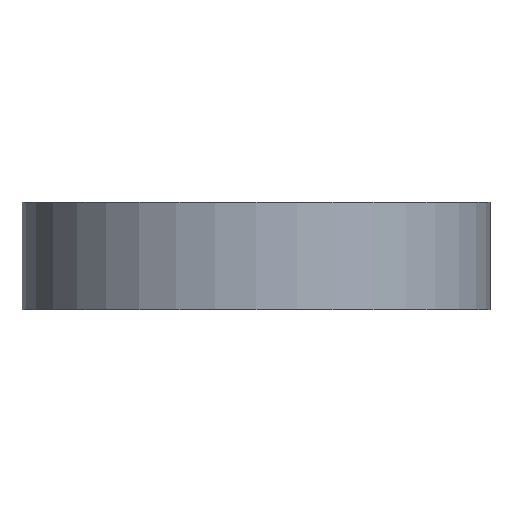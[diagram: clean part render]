
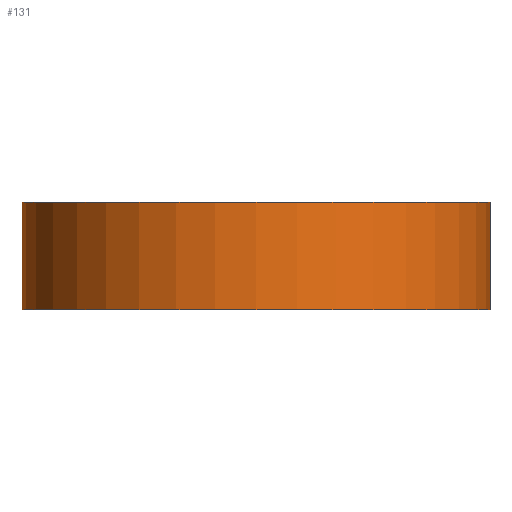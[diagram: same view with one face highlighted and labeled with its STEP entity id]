
A CAD part, front view. The second image highlights one B-rep face of the part: STEP entity #131.
In plain terms, the highlighted cylindrical face has radius 55.25 mm (diameter 110.5 mm), a partial arc.
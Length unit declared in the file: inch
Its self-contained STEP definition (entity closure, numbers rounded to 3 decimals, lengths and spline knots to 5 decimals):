
#16 = DIRECTION ( 'NONE',  ( 0., 0., 1. ) ) ;
#37 = DIRECTION ( 'NONE',  ( 1., 0., 0. ) ) ;
#46 = ORIENTED_EDGE ( 'NONE', *, *, #428, .T. ) ;
#95 = CARTESIAN_POINT ( 'NONE',  ( -2.1752, 0., -1. ) ) ;
#97 = VECTOR ( 'NONE', #585, 39.37008 ) ;
#98 = AXIS2_PLACEMENT_3D ( 'NONE', #173, #16, #221 ) ;
#121 = VERTEX_POINT ( 'NONE', #95 ) ;
#131 = ADVANCED_FACE ( 'NONE', ( #146 ), #405, .T. ) ;
#146 = FACE_OUTER_BOUND ( 'NONE', #477, .T. ) ;
#158 = EDGE_CURVE ( 'NONE', #121, #366, #300, .T. ) ;
#173 = CARTESIAN_POINT ( 'NONE',  ( 0., 0., 0. ) ) ;
#183 = CIRCLE ( 'NONE', #98, 2.1752 ) ;
#197 = VECTOR ( 'NONE', #340, 39.37008 ) ;
#221 = DIRECTION ( 'NONE',  ( 1., 0., 0. ) ) ;
#246 = LINE ( 'NONE', #404, #197 ) ;
#276 = LINE ( 'NONE', #427, #97 ) ;
#284 = VERTEX_POINT ( 'NONE', #619 ) ;
#287 = VERTEX_POINT ( 'NONE', #565 ) ;
#300 = CIRCLE ( 'NONE', #469, 2.1752 ) ;
#340 = DIRECTION ( 'NONE',  ( 0., 0., 1. ) ) ;
#351 = DIRECTION ( 'NONE',  ( 0., 0., 1. ) ) ;
#366 = VERTEX_POINT ( 'NONE', #410 ) ;
#398 = AXIS2_PLACEMENT_3D ( 'NONE', #498, #602, #447 ) ;
#404 = CARTESIAN_POINT ( 'NONE',  ( -2.1752, 0., 0. ) ) ;
#405 = CYLINDRICAL_SURFACE ( 'NONE', #398, 2.1752 ) ;
#410 = CARTESIAN_POINT ( 'NONE',  ( 2.1752, 0., -1. ) ) ;
#427 = CARTESIAN_POINT ( 'NONE',  ( 2.1752, 0., 0. ) ) ;
#428 = EDGE_CURVE ( 'NONE', #366, #287, #276, .T. ) ;
#447 = DIRECTION ( 'NONE',  ( 1., 0., 0. ) ) ;
#448 = ORIENTED_EDGE ( 'NONE', *, *, #475, .F. ) ;
#469 = AXIS2_PLACEMENT_3D ( 'NONE', #643, #351, #37 ) ;
#475 = EDGE_CURVE ( 'NONE', #284, #287, #183, .T. ) ;
#477 = EDGE_LOOP ( 'NONE', ( #640, #495, #46, #448 ) ) ;
#495 = ORIENTED_EDGE ( 'NONE', *, *, #158, .T. ) ;
#498 = CARTESIAN_POINT ( 'NONE',  ( 0., 0., 0. ) ) ;
#565 = CARTESIAN_POINT ( 'NONE',  ( 2.1752, 0., 0. ) ) ;
#585 = DIRECTION ( 'NONE',  ( 0., 0., 1. ) ) ;
#602 = DIRECTION ( 'NONE',  ( 0., 0., 1. ) ) ;
#619 = CARTESIAN_POINT ( 'NONE',  ( -2.1752, 0., 0. ) ) ;
#633 = EDGE_CURVE ( 'NONE', #121, #284, #246, .T. ) ;
#640 = ORIENTED_EDGE ( 'NONE', *, *, #633, .F. ) ;
#643 = CARTESIAN_POINT ( 'NONE',  ( 0., 0., -1. ) ) ;
